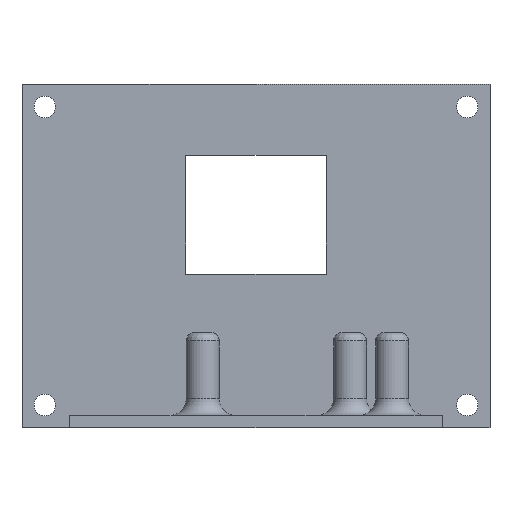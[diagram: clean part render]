
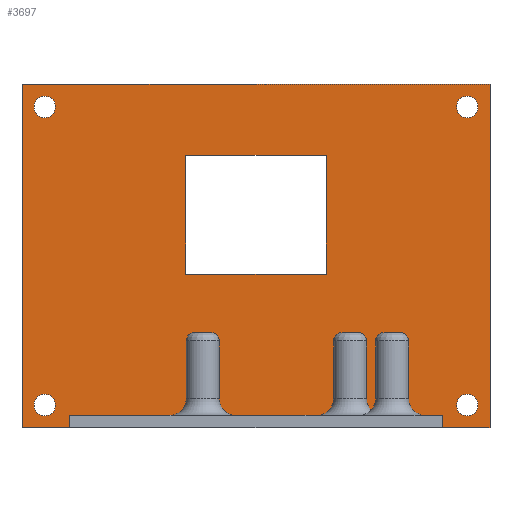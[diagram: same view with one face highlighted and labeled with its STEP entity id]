
A CAD part, front view. The second image highlights one B-rep face of the part: STEP entity #3697.
In plain terms, the highlighted planar face has unit normal (0, -1, 0).
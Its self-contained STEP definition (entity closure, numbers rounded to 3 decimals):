
#19=FACE_BOUND('',#433,.T.);
#20=FACE_BOUND('',#434,.T.);
#21=FACE_BOUND('',#435,.T.);
#22=FACE_BOUND('',#436,.T.);
#23=FACE_BOUND('',#437,.T.);
#45=PLANE('',#3940);
#233=FACE_OUTER_BOUND('',#432,.T.);
#432=EDGE_LOOP('',(#3224,#3225,#3226,#3227,#3228,#3229,#3230,#3231,#3232,
#3233));
#433=EDGE_LOOP('',(#3234));
#434=EDGE_LOOP('',(#3235));
#435=EDGE_LOOP('',(#3236));
#436=EDGE_LOOP('',(#3237));
#437=EDGE_LOOP('',(#3238,#3239,#3240,#3241));
#508=CIRCLE('',#3941,1.3);
#509=CIRCLE('',#3942,1.3);
#510=CIRCLE('',#3943,1.3);
#511=CIRCLE('',#3944,1.3);
#846=B_SPLINE_CURVE_WITH_KNOTS('',3,(#15358,#15359,#15360,#15361,#15362,
#15363,#15364,#15365,#15366,#15367),.UNSPECIFIED.,.F.,.F.,(4,2,2,2,4),(0.929,
0.999,1.151,1.302,1.373),
 .UNSPECIFIED.);
#1003=LINE('',#15334,#1203);
#1004=LINE('',#15340,#1204);
#1007=LINE('',#15370,#1207);
#1008=LINE('',#15372,#1208);
#1009=LINE('',#15374,#1209);
#1010=LINE('',#15376,#1210);
#1011=LINE('',#15378,#1211);
#1012=LINE('',#15380,#1212);
#1013=LINE('',#15381,#1213);
#1014=LINE('',#15392,#1214);
#1015=LINE('',#15394,#1215);
#1016=LINE('',#15396,#1216);
#1017=LINE('',#15397,#1217);
#1203=VECTOR('',#4529,10.);
#1204=VECTOR('',#4534,10.);
#1207=VECTOR('',#4547,10.);
#1208=VECTOR('',#4548,10.);
#1209=VECTOR('',#4549,10.);
#1210=VECTOR('',#4550,10.);
#1211=VECTOR('',#4551,10.);
#1212=VECTOR('',#4552,10.);
#1213=VECTOR('',#4553,10.);
#1214=VECTOR('',#4562,10.);
#1215=VECTOR('',#4563,10.);
#1216=VECTOR('',#4564,10.);
#1217=VECTOR('',#4565,10.);
#1590=VERTEX_POINT('',#15331);
#1591=VERTEX_POINT('',#15333);
#1593=VERTEX_POINT('',#15337);
#1594=VERTEX_POINT('',#15339);
#1596=VERTEX_POINT('',#15369);
#1597=VERTEX_POINT('',#15371);
#1598=VERTEX_POINT('',#15373);
#1599=VERTEX_POINT('',#15375);
#1600=VERTEX_POINT('',#15377);
#1601=VERTEX_POINT('',#15379);
#1602=VERTEX_POINT('',#15382);
#1603=VERTEX_POINT('',#15384);
#1604=VERTEX_POINT('',#15386);
#1605=VERTEX_POINT('',#15388);
#1606=VERTEX_POINT('',#15390);
#1607=VERTEX_POINT('',#15391);
#1608=VERTEX_POINT('',#15393);
#1609=VERTEX_POINT('',#15395);
#2144=EDGE_CURVE('',#1591,#1590,#1003,.T.);
#2147=EDGE_CURVE('',#1594,#1593,#1004,.T.);
#2153=EDGE_CURVE('',#1593,#1591,#846,.T.);
#2154=EDGE_CURVE('',#1590,#1596,#1007,.T.);
#2155=EDGE_CURVE('',#1596,#1597,#1008,.T.);
#2156=EDGE_CURVE('',#1597,#1598,#1009,.T.);
#2157=EDGE_CURVE('',#1598,#1599,#1010,.T.);
#2158=EDGE_CURVE('',#1599,#1600,#1011,.T.);
#2159=EDGE_CURVE('',#1600,#1601,#1012,.T.);
#2160=EDGE_CURVE('',#1601,#1594,#1013,.T.);
#2161=EDGE_CURVE('',#1602,#1602,#508,.T.);
#2162=EDGE_CURVE('',#1603,#1603,#509,.T.);
#2163=EDGE_CURVE('',#1604,#1604,#510,.T.);
#2164=EDGE_CURVE('',#1605,#1605,#511,.T.);
#2165=EDGE_CURVE('',#1606,#1607,#1014,.T.);
#2166=EDGE_CURVE('',#1607,#1608,#1015,.T.);
#2167=EDGE_CURVE('',#1608,#1609,#1016,.T.);
#2168=EDGE_CURVE('',#1609,#1606,#1017,.T.);
#3224=ORIENTED_EDGE('',*,*,#2153,.T.);
#3225=ORIENTED_EDGE('',*,*,#2144,.T.);
#3226=ORIENTED_EDGE('',*,*,#2154,.T.);
#3227=ORIENTED_EDGE('',*,*,#2155,.T.);
#3228=ORIENTED_EDGE('',*,*,#2156,.T.);
#3229=ORIENTED_EDGE('',*,*,#2157,.T.);
#3230=ORIENTED_EDGE('',*,*,#2158,.T.);
#3231=ORIENTED_EDGE('',*,*,#2159,.T.);
#3232=ORIENTED_EDGE('',*,*,#2160,.T.);
#3233=ORIENTED_EDGE('',*,*,#2147,.T.);
#3234=ORIENTED_EDGE('',*,*,#2161,.T.);
#3235=ORIENTED_EDGE('',*,*,#2162,.T.);
#3236=ORIENTED_EDGE('',*,*,#2163,.T.);
#3237=ORIENTED_EDGE('',*,*,#2164,.T.);
#3238=ORIENTED_EDGE('',*,*,#2165,.T.);
#3239=ORIENTED_EDGE('',*,*,#2166,.T.);
#3240=ORIENTED_EDGE('',*,*,#2167,.T.);
#3241=ORIENTED_EDGE('',*,*,#2168,.T.);
#3697=ADVANCED_FACE('',(#233,#19,#20,#21,#22,#23),#45,.F.);
#3940=AXIS2_PLACEMENT_3D('',#15368,#4545,#4546);
#3941=AXIS2_PLACEMENT_3D('',#15383,#4554,#4555);
#3942=AXIS2_PLACEMENT_3D('',#15385,#4556,#4557);
#3943=AXIS2_PLACEMENT_3D('',#15387,#4558,#4559);
#3944=AXIS2_PLACEMENT_3D('',#15389,#4560,#4561);
#4529=DIRECTION('',(1.,0.,0.));
#4534=DIRECTION('',(1.,0.,0.));
#4545=DIRECTION('center_axis',(0.,1.,0.));
#4546=DIRECTION('ref_axis',(0.,0.,1.));
#4547=DIRECTION('',(0.,0.,-1.));
#4548=DIRECTION('',(1.,0.,0.));
#4549=DIRECTION('',(0.,0.,1.));
#4550=DIRECTION('',(-1.,0.,0.));
#4551=DIRECTION('',(0.,0.,-1.));
#4552=DIRECTION('',(1.,0.,0.));
#4553=DIRECTION('',(0.,0.,1.));
#4554=DIRECTION('center_axis',(0.,1.,0.));
#4555=DIRECTION('ref_axis',(0.,0.,1.));
#4556=DIRECTION('center_axis',(0.,1.,0.));
#4557=DIRECTION('ref_axis',(0.,0.,1.));
#4558=DIRECTION('center_axis',(0.,1.,0.));
#4559=DIRECTION('ref_axis',(0.,0.,1.));
#4560=DIRECTION('center_axis',(0.,1.,0.));
#4561=DIRECTION('ref_axis',(0.,0.,1.));
#4562=DIRECTION('',(1.,0.,0.));
#4563=DIRECTION('',(0.,0.,-1.));
#4564=DIRECTION('',(-1.,0.,0.));
#4565=DIRECTION('',(0.,0.,1.));
#15331=CARTESIAN_POINT('',(97.5,148.5,3.25));
#15333=CARTESIAN_POINT('',(88.719,148.5,3.25));
#15334=CARTESIAN_POINT('',(86.25,148.5,3.25));
#15337=CARTESIAN_POINT('',(84.001,148.5,3.25));
#15339=CARTESIAN_POINT('',(52.5,148.5,3.25));
#15340=CARTESIAN_POINT('',(86.25,148.5,3.25));
#15358=CARTESIAN_POINT('Ctrl Pts',(84.001,148.5,3.25));
#15359=CARTESIAN_POINT('Ctrl Pts',(84.236,148.5,3.25));
#15360=CARTESIAN_POINT('Ctrl Pts',(84.519,148.5,3.268));
#15361=CARTESIAN_POINT('Ctrl Pts',(85.256,148.5,3.334));
#15362=CARTESIAN_POINT('Ctrl Pts',(85.856,148.5,3.404));
#15363=CARTESIAN_POINT('Ctrl Pts',(86.864,148.5,3.404));
#15364=CARTESIAN_POINT('Ctrl Pts',(87.464,148.5,3.334));
#15365=CARTESIAN_POINT('Ctrl Pts',(88.201,148.5,3.268));
#15366=CARTESIAN_POINT('Ctrl Pts',(88.484,148.5,3.25));
#15367=CARTESIAN_POINT('Ctrl Pts',(88.719,148.5,3.25));
#15368=CARTESIAN_POINT('Origin',(75.,148.5,22.5));
#15369=CARTESIAN_POINT('',(97.5,148.5,1.75));
#15370=CARTESIAN_POINT('',(97.5,148.5,12.125));
#15371=CARTESIAN_POINT('',(103.25,148.5,1.75));
#15372=CARTESIAN_POINT('',(60.875,148.5,1.75));
#15373=CARTESIAN_POINT('',(103.25,148.5,43.25));
#15374=CARTESIAN_POINT('',(103.25,148.5,12.125));
#15375=CARTESIAN_POINT('',(46.75,148.5,43.25));
#15376=CARTESIAN_POINT('',(89.125,148.5,43.25));
#15377=CARTESIAN_POINT('',(46.75,148.5,1.75));
#15378=CARTESIAN_POINT('',(46.75,148.5,32.875));
#15379=CARTESIAN_POINT('',(52.5,148.5,1.75));
#15380=CARTESIAN_POINT('',(60.875,148.5,1.75));
#15381=CARTESIAN_POINT('',(52.5,148.5,12.875));
#15382=CARTESIAN_POINT('',(49.5,148.5,3.2));
#15383=CARTESIAN_POINT('Origin',(49.5,148.5,4.5));
#15384=CARTESIAN_POINT('',(100.5,148.5,39.2));
#15385=CARTESIAN_POINT('Origin',(100.5,148.5,40.5));
#15386=CARTESIAN_POINT('',(49.5,148.5,39.2));
#15387=CARTESIAN_POINT('Origin',(49.5,148.5,40.5));
#15388=CARTESIAN_POINT('',(100.5,148.5,3.2));
#15389=CARTESIAN_POINT('Origin',(100.5,148.5,4.5));
#15390=CARTESIAN_POINT('',(66.5,148.5,34.65));
#15391=CARTESIAN_POINT('',(83.5,148.5,34.65));
#15392=CARTESIAN_POINT('',(79.25,148.5,34.65));
#15393=CARTESIAN_POINT('',(83.5,148.5,20.3));
#15394=CARTESIAN_POINT('',(83.5,148.5,21.4));
#15395=CARTESIAN_POINT('',(66.5,148.5,20.3));
#15396=CARTESIAN_POINT('',(70.75,148.5,20.3));
#15397=CARTESIAN_POINT('',(66.5,148.5,28.575));
